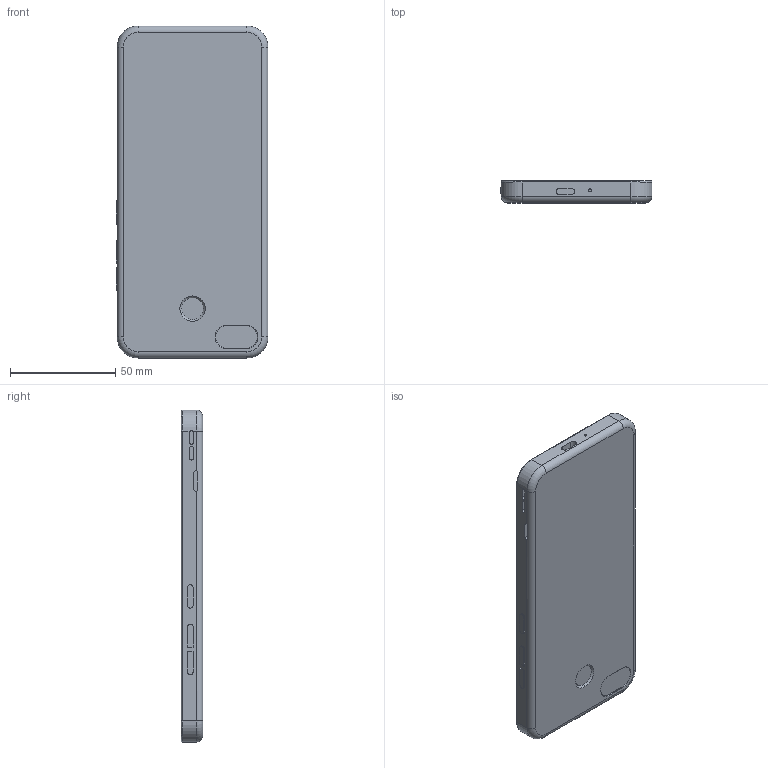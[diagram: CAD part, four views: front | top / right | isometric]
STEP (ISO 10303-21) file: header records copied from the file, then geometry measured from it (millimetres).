
FILE_DESCRIPTION (( 'STEP AP203' ), '1' );
FILE_NAME ('V3_Fairphone 3 Dummy.STEP', '2019-10-24T06:59:11', ( '' ), ( '' ), 'SwSTEP 2.0', 'SolidWorks 2019', '' );
FILE_SCHEMA (( 'CONFIG_CONTROL_DESIGN' ));
Length unit declared in the file: millimetre
Products named in the file (1): V3_Fairphone 3 Dummy
Bounding box: 72.3 x 10.25 x 158 mm (x, y, z)
Volume: 113837.9 mm3; surface area: 27589.6 mm2
Topology: 1 solids, 1 shells, 144 faces, 354 edges, 228 vertices
Faces by surface type: plane 75, cylinder 57, torus 8, cone 4
Entity records: 4360 total; most frequent: CARTESIAN_POINT 769, DIRECTION 766, ORIENTED_EDGE 708, EDGE_CURVE 354, AXIS2_PLACEMENT_3D 272, VERTEX_POINT 228, LINE 222, VECTOR 222
